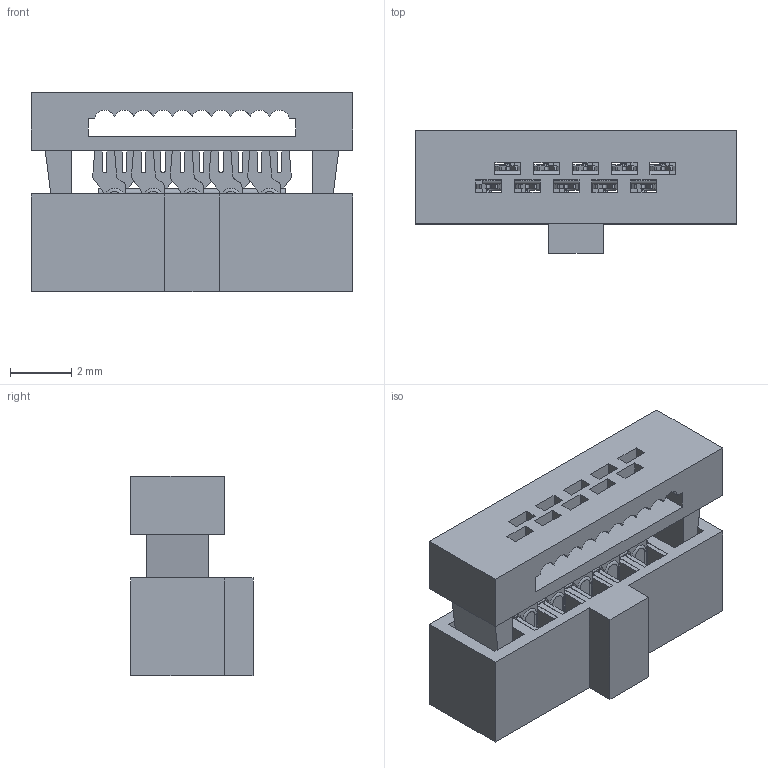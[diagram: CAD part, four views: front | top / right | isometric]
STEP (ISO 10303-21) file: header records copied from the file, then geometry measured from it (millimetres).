
FILE_DESCRIPTION(/* description */ ('Unknown'),/* implementation_level */ '2;1');
FILE_NAME(/* name */ '62701023121',/* time_stamp */ '2020-05-28T10:13:15+02:00',/* author */ ('Unknown'),/* organization */ ('Unknown'),/* preprocessor_version */ 'ST-DEVELOPER v16.7',/* originating_system */ 'DEX',/* authorisation */ $);
FILE_SCHEMA (('AUTOMOTIVE_DESIGN {1 0 10303 214 3 1 1}'));
Length unit declared in the file: millimetre
Products named in the file (4): 6270xx23121_Open; 62701023121; 6270xx23121_Pin; 62701023121_Cable clamp
Assembly tree (12 placements, depth 2):
  6270xx23121_Open
    62701023121
    6270xx23121_Pin  x10
    62701023121_Cable clamp
Bounding box: 10.54 x 4 x 6.53 mm (x, y, z)
Volume: 124.2 mm3; surface area: 661.8 mm2
Topology: 12 solids, 12 shells, 1575 faces, 4307 edges, 2770 vertices
Faces by surface type: plane 995, cylinder 480, bspline 60, torus 40
Entity records: 14122 total; most frequent: CARTESIAN_POINT 2573, ORIENTED_EDGE 2440, DIRECTION 2278, EDGE_CURVE 1220, LINE 1016, VECTOR 1016, VERTEX_POINT 790, AXIS2_PLACEMENT_3D 631
